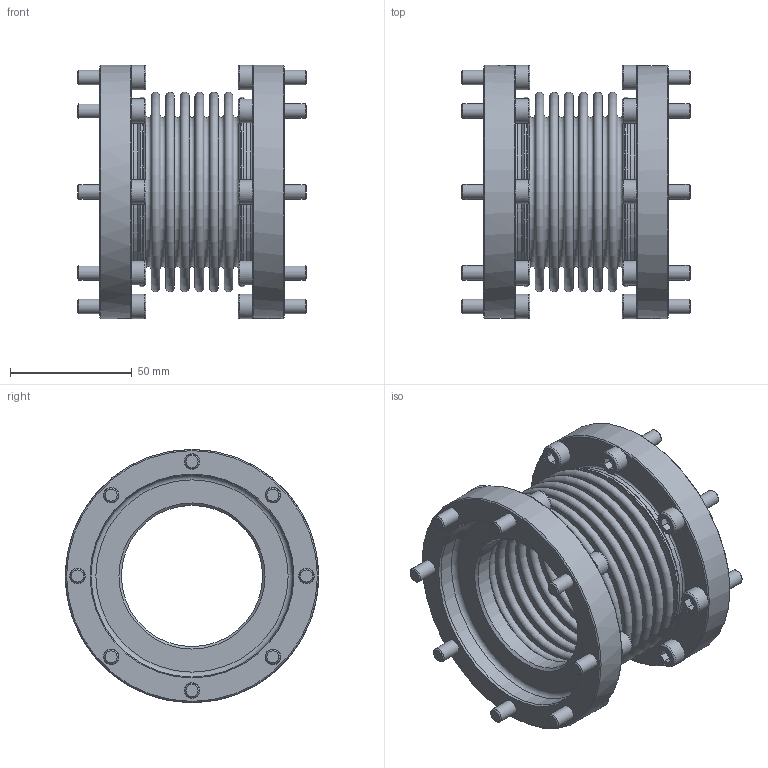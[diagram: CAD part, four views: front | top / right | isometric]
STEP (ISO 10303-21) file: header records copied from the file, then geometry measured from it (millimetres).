
FILE_DESCRIPTION(/* description */ ('Unknown'),/* implementation_level */ '2;1');
FILE_NAME(/* name */ 'KE 220 - 6W',/* time_stamp */ '2021-03-29T14:22:26+02:00',/* author */ ('Unknown'),/* organization */ ('Unknown'),/* preprocessor_version */ 'ST-DEVELOPER v16.7',/* originating_system */ 'DEX',/* authorisation */ $);
FILE_SCHEMA (('AUTOMOTIVE_DESIGN {1 0 10303 214 3 1 1}'));
Length unit declared in the file: millimetre
Products named in the file (2): KE 220 - 6W
Assembly tree (1 placements, depth 2):
  KE 220 - 6W
    KE 220 - 6W
Bounding box: 93.85 x 104 x 104 mm (x, y, z)
Volume: 151357.6 mm3; surface area: 128709 mm2
Topology: 1 solids, 1 shells, 442 faces, 970 edges, 592 vertices
Faces by surface type: plane 288, cylinder 60, cone 48, torus 46
Full cylindrical faces by diameter (mm): 6 x16, 6.4 x16, 10 x16, 58 x2, 76 x2, 77.6 x2, 78 x2, 83 x2, 104 x2
Entity records: 10701 total; most frequent: DIRECTION 1992, CARTESIAN_POINT 1724, ORIENTED_EDGE 1488, AXIS2_PLACEMENT_3D 804, EDGE_CURVE 744, FACE_BOUND 676, EDGE_LOOP 660, VERTEX_POINT 536
